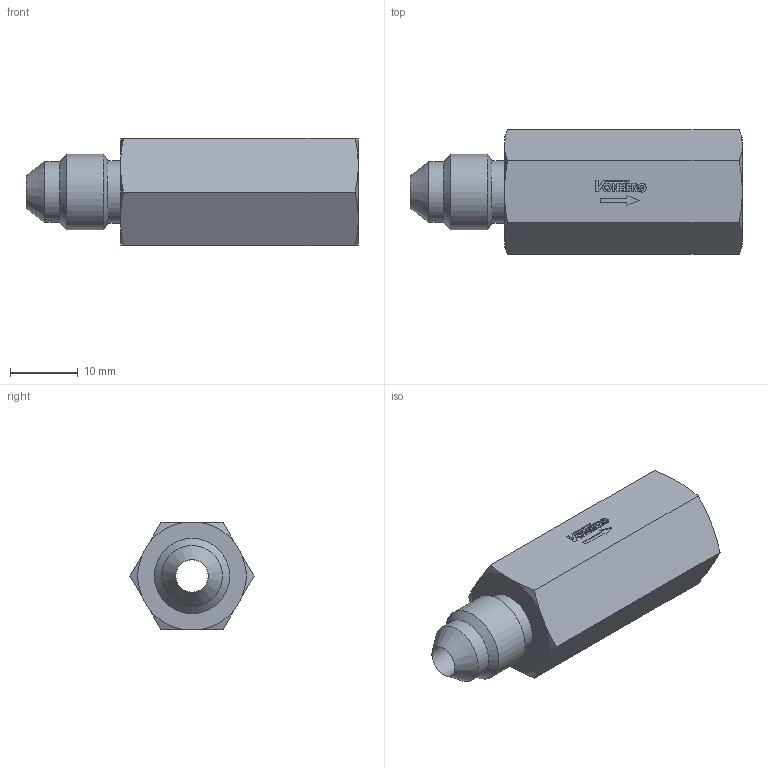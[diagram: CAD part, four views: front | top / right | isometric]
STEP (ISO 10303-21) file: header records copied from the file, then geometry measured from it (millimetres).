
FILE_DESCRIPTION((''),'2;1');
FILE_NAME('10312-604.stp','2015-01-02T14:38:52',('jml'),(''),'Autodesk Inventor 2010','Autodesk Inventor 2010','');
FILE_SCHEMA(('AUTOMOTIVE_DESIGN { 1 0 10303 214 1 1 1 1 }'));
Length unit declared in the file: inch
Products named in the file (1): 10312-604
Bounding box: 49.02 x 18.33 x 15.88 mm (x, y, z)
Volume: 6578.9 mm3; surface area: 3746.7 mm2
Topology: 1 solids, 1 shells, 132 faces, 338 edges, 223 vertices
Faces by surface type: plane 93, cylinder 20, cone 18, torus 1
Full cylindrical faces by diameter (mm): 0.696 x1, 4.775 x1, 8.992 x1, 9.169 x1, 9.728 x1, 11.1 x1
Entity records: 3996 total; most frequent: CARTESIAN_POINT 725, ORIENTED_EDGE 646, DIRECTION 622, EDGE_CURVE 323, VECTOR 242, LINE 242, VERTEX_POINT 221, AXIS2_PLACEMENT_3D 190
